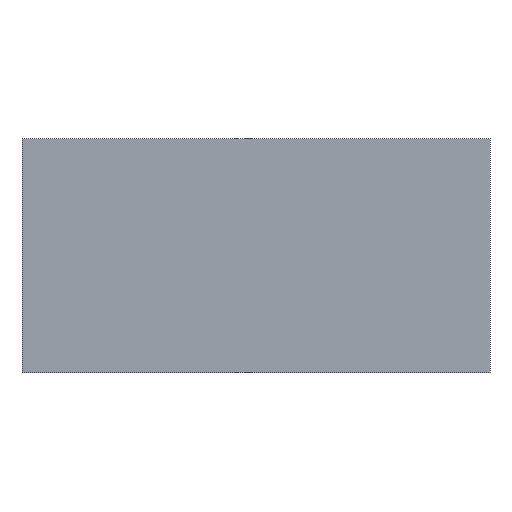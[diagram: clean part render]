
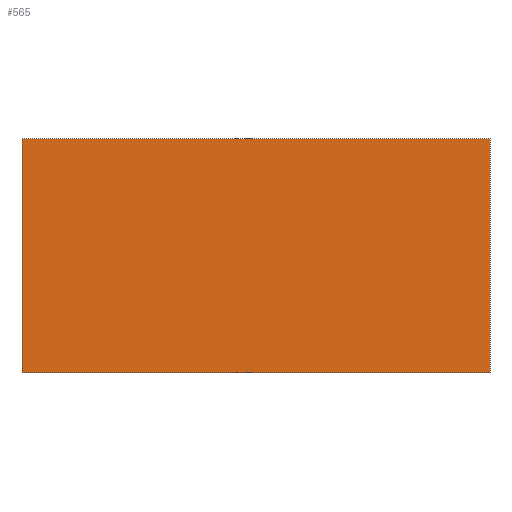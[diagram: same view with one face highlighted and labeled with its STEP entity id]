
A CAD part, front view. The second image highlights one B-rep face of the part: STEP entity #565.
In plain terms, the highlighted planar face has unit normal (0, -1, 0).
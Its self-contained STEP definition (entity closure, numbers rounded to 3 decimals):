
#43=FACE_OUTER_BOUND('',#73,.T.);
#73=EDGE_LOOP('',(#478,#479,#480,#481));
#139=LINE('',#882,#211);
#141=LINE('',#886,#213);
#143=LINE('',#890,#215);
#145=LINE('',#893,#217);
#211=VECTOR('',#730,10.);
#213=VECTOR('',#734,10.);
#215=VECTOR('',#738,10.);
#217=VECTOR('',#742,10.);
#262=VERTEX_POINT('',#879);
#263=VERTEX_POINT('',#881);
#264=VERTEX_POINT('',#885);
#265=VERTEX_POINT('',#889);
#331=EDGE_CURVE('',#263,#262,#139,.T.);
#333=EDGE_CURVE('',#264,#263,#141,.T.);
#335=EDGE_CURVE('',#265,#264,#143,.T.);
#337=EDGE_CURVE('',#262,#265,#145,.T.);
#478=ORIENTED_EDGE('',*,*,#337,.T.);
#479=ORIENTED_EDGE('',*,*,#335,.T.);
#480=ORIENTED_EDGE('',*,*,#333,.T.);
#481=ORIENTED_EDGE('',*,*,#331,.T.);
#509=PLANE('',#616);
#565=ADVANCED_FACE('',(#43),#509,.T.);
#616=AXIS2_PLACEMENT_3D('',#895,#745,#746);
#730=DIRECTION('',(0.,0.,-1.));
#734=DIRECTION('',(-1.,0.,0.));
#738=DIRECTION('',(0.,0.,1.));
#742=DIRECTION('',(1.,0.,0.));
#745=DIRECTION('center_axis',(0.,-1.,0.));
#746=DIRECTION('ref_axis',(0.,0.,-1.));
#879=CARTESIAN_POINT('',(-15000.,-10.,-7500.));
#881=CARTESIAN_POINT('',(-15000.,-10.,7500.));
#882=CARTESIAN_POINT('',(-15000.,-10.,-7500.));
#885=CARTESIAN_POINT('',(15000.,-10.,7500.));
#886=CARTESIAN_POINT('',(-15000.,-10.,7500.));
#889=CARTESIAN_POINT('',(15000.,-10.,-7500.));
#890=CARTESIAN_POINT('',(15000.,-10.,7500.));
#893=CARTESIAN_POINT('',(15000.,-10.,-7500.));
#895=CARTESIAN_POINT('Origin',(0.,-10.,0.));
